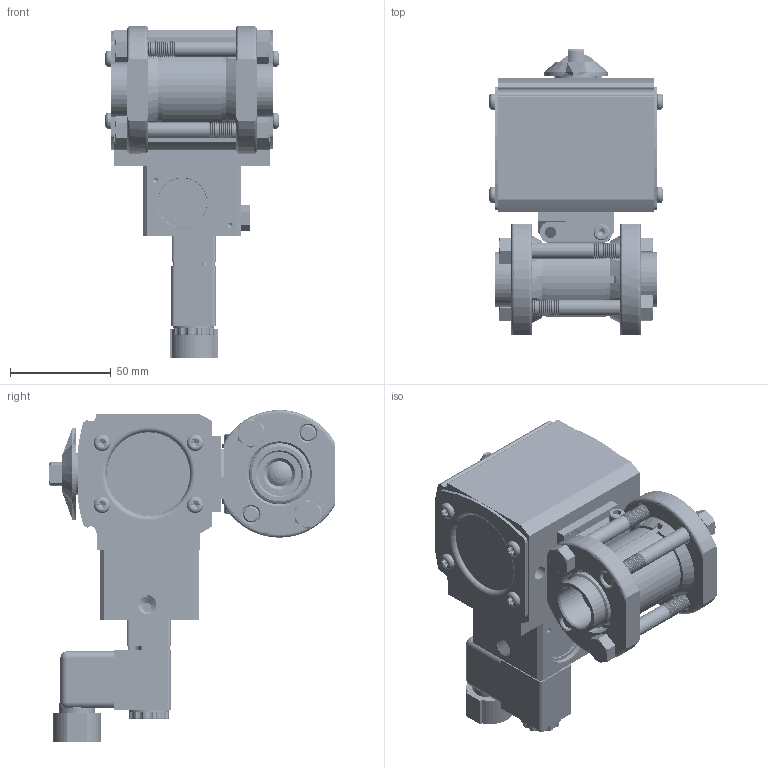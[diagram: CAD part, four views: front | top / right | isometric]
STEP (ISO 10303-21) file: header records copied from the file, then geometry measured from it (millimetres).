
FILE_DESCRIPTION (( 'STEP AP203' ), '1' );
FILE_NAME ('25XXSWSA512D4GPDC.step', '2018-09-04T19:34:05', ( '' ), ( '' ), 'SwSTEP 2.0', 'SolidWorks 2018', '' );
FILE_SCHEMA (( 'CONFIG_CONTROL_DESIGN' ));
Products named in the file (1): 25XXSWSA512D4GPDC
Bounding box: 86.49 x 142.33 x 165.15 mm (x, y, z)
Volume: 441383.1 mm3; surface area: 169411.4 mm2
Topology: 48 solids, 48 shells, 3989 faces, 10691 edges, 6804 vertices
Faces by surface type: cylinder 1798, cone 1193, plane 647, torus 181, bspline 164, sphere 6
Entity records: 192906 total; most frequent: CARTESIAN_POINT 96901, ORIENTED_EDGE 21038, DIRECTION 19829, EDGE_CURVE 10519, AXIS2_PLACEMENT_3D 7987, VERTEX_POINT 6800, EDGE_LOOP 4303, CIRCLE 4161
